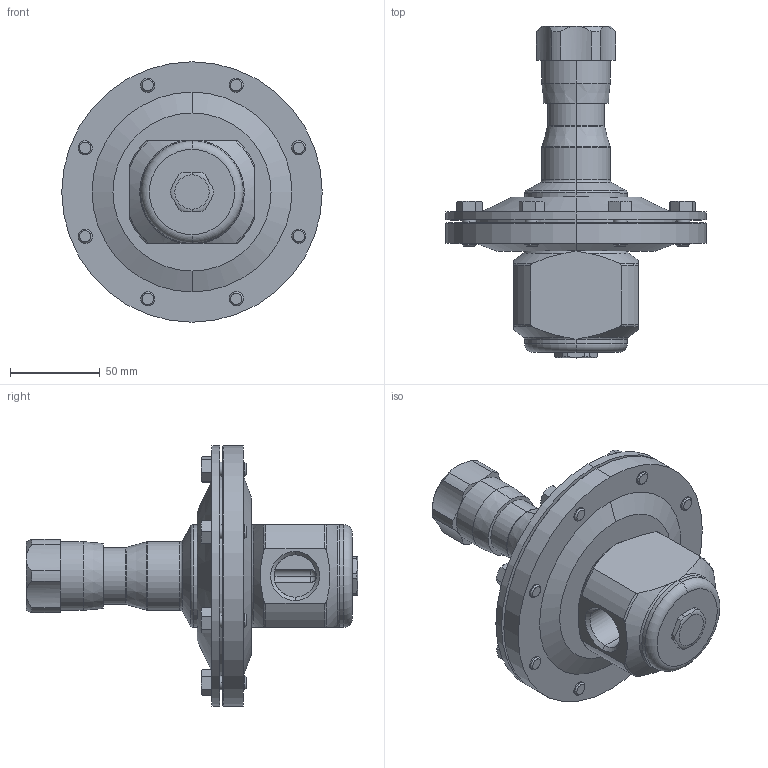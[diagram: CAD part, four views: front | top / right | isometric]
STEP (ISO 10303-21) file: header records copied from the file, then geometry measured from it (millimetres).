
FILE_DESCRIPTION (( 'STEP AP203' ), '1' );
FILE_NAME ('JSRLP-075-PA.STEP', '2017-06-28T17:56:14', ( '' ), ( '' ), 'SwSTEP 2.0', 'SolidWorks 2014', '' );
FILE_SCHEMA (( 'CONFIG_CONTROL_DESIGN' ));
Length unit declared in the file: inch
Products named in the file (2): JSRLP-075-PA
Bounding box: 144.78 x 184.53 x 144.78 mm (x, y, z)
Volume: 619589.9 mm3; surface area: 112705.4 mm2
Topology: 1 solids, 1 shells, 364 faces, 823 edges, 503 vertices
Faces by surface type: cone 137, plane 109, cylinder 84, torus 34
Entity records: 11365 total; most frequent: CARTESIAN_POINT 3056, DIRECTION 1766, ORIENTED_EDGE 1646, EDGE_CURVE 823, AXIS2_PLACEMENT_3D 743, VERTEX_POINT 503, EDGE_LOOP 420, CIRCLE 377
